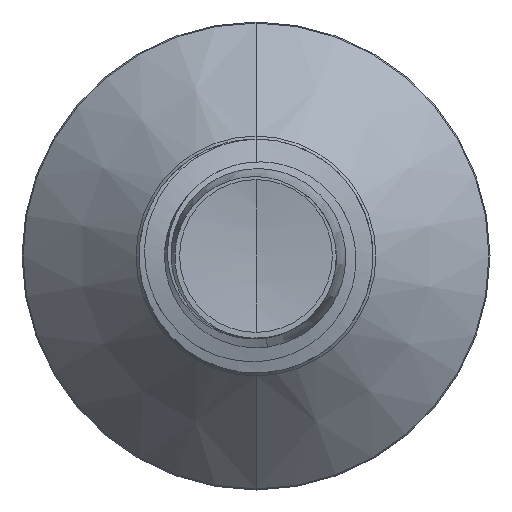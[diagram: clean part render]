
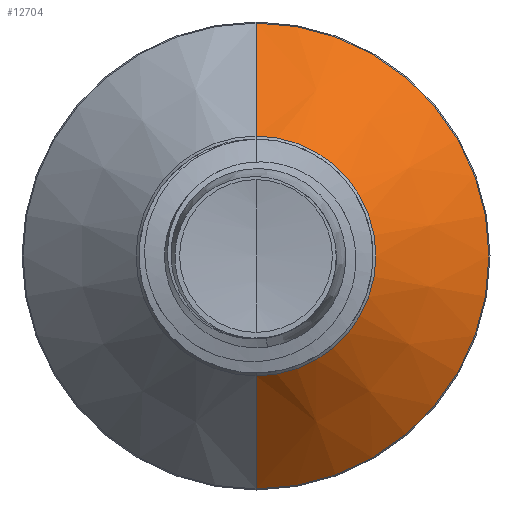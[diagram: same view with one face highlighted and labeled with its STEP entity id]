
A CAD part, front view. The second image highlights one B-rep face of the part: STEP entity #12704.
In plain terms, the highlighted conical face has half-angle 45 degrees and reference radius 2.563 mm.
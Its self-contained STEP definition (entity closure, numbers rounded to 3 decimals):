
#1219 = CIRCLE ( 'NONE', #5353, 4.978 ) ;
#1581 = CARTESIAN_POINT ( 'NONE',  ( 0., 4.813, 2.563 ) ) ;
#1661 = VECTOR ( 'NONE', #6471, 1000. ) ;
#1849 = LINE ( 'NONE', #1581, #1661 ) ;
#2602 = AXIS2_PLACEMENT_3D ( 'NONE', #7460, #13859, #9413 ) ;
#3872 = CARTESIAN_POINT ( 'NONE',  ( 0., 7.228, 4.978 ) ) ;
#5162 = LINE ( 'NONE', #8774, #15910 ) ;
#5353 = AXIS2_PLACEMENT_3D ( 'NONE', #11907, #6171, #12822 ) ;
#5839 = CARTESIAN_POINT ( 'NONE',  ( 0., 4.813, 0. ) ) ;
#6007 = AXIS2_PLACEMENT_3D ( 'NONE', #5839, #12602, #7010 ) ;
#6013 = VERTEX_POINT ( 'NONE', #3872 ) ;
#6171 = DIRECTION ( 'NONE',  ( 0., 1., 0. ) ) ;
#6462 = ORIENTED_EDGE ( 'NONE', *, *, #10692, .F. ) ;
#6471 = DIRECTION ( 'NONE',  ( 0., 0.707, 0.707 ) ) ;
#6708 = ORIENTED_EDGE ( 'NONE', *, *, #10299, .F. ) ;
#6951 = CARTESIAN_POINT ( 'NONE',  ( 0., 4.813, 2.563 ) ) ;
#7010 = DIRECTION ( 'NONE',  ( 0., 0., 1. ) ) ;
#7460 = CARTESIAN_POINT ( 'NONE',  ( 0., 4.813, 0. ) ) ;
#8154 = CIRCLE ( 'NONE', #6007, 2.563 ) ;
#8774 = CARTESIAN_POINT ( 'NONE',  ( 0., 4.813, -2.563 ) ) ;
#9209 = CARTESIAN_POINT ( 'NONE',  ( 0., 7.228, -4.978 ) ) ;
#9413 = DIRECTION ( 'NONE',  ( 0., 0., 1. ) ) ;
#9541 = FACE_OUTER_BOUND ( 'NONE', #12210, .T. ) ;
#10299 = EDGE_CURVE ( 'NONE', #11997, #6013, #1849, .T. ) ;
#10386 = ORIENTED_EDGE ( 'NONE', *, *, #11584, .T. ) ;
#10519 = ORIENTED_EDGE ( 'NONE', *, *, #12415, .T. ) ;
#10692 = EDGE_CURVE ( 'NONE', #6013, #12150, #1219, .T. ) ;
#11584 = EDGE_CURVE ( 'NONE', #11997, #12335, #8154, .T. ) ;
#11590 = CONICAL_SURFACE ( 'NONE', #2602, 2.563, 0.785 ) ;
#11907 = CARTESIAN_POINT ( 'NONE',  ( 0., 7.228, 0. ) ) ;
#11997 = VERTEX_POINT ( 'NONE', #6951 ) ;
#12150 = VERTEX_POINT ( 'NONE', #9209 ) ;
#12171 = CARTESIAN_POINT ( 'NONE',  ( 0., 4.813, -2.563 ) ) ;
#12210 = EDGE_LOOP ( 'NONE', ( #10386, #10519, #6462, #6708 ) ) ;
#12335 = VERTEX_POINT ( 'NONE', #12171 ) ;
#12415 = EDGE_CURVE ( 'NONE', #12335, #12150, #5162, .T. ) ;
#12602 = DIRECTION ( 'NONE',  ( 0., 1., 0. ) ) ;
#12704 = ADVANCED_FACE ( 'NONE', ( #9541 ), #11590, .T. ) ;
#12822 = DIRECTION ( 'NONE',  ( 0., 0., 1. ) ) ;
#13859 = DIRECTION ( 'NONE',  ( 0., 1., 0. ) ) ;
#15739 = DIRECTION ( 'NONE',  ( 0., 0.707, -0.707 ) ) ;
#15910 = VECTOR ( 'NONE', #15739, 1000. ) ;
